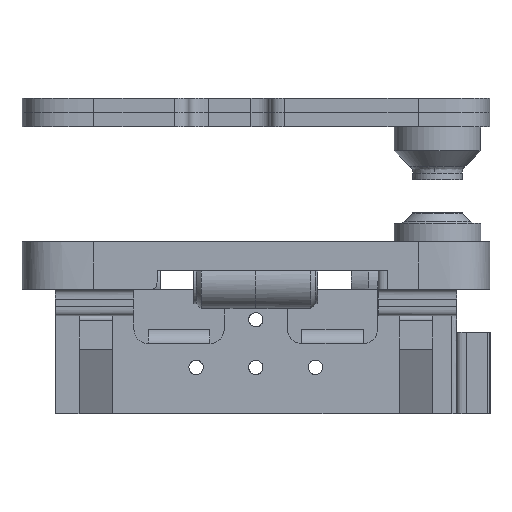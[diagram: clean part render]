
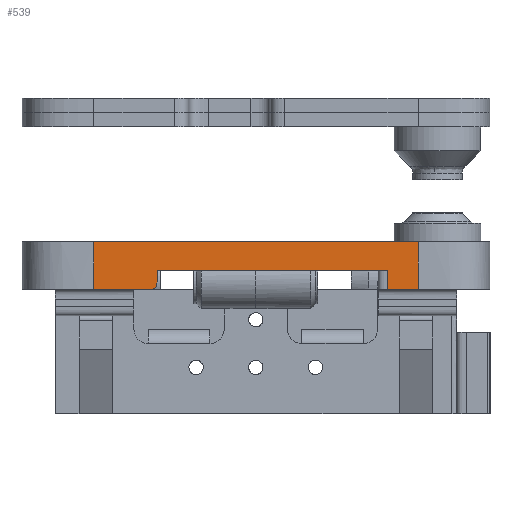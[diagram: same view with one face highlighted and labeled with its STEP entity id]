
A CAD part, left-side view. The second image highlights one B-rep face of the part: STEP entity #539.
In plain terms, the highlighted planar face has unit normal (-1, 0, 0).
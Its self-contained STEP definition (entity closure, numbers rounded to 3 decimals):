
#539=ADVANCED_FACE('',(#1086),#9566,.T.);
#1086=FACE_OUTER_BOUND('',#1679,.T.);
#1679=EDGE_LOOP('',(#3969,#3970,#3971,#3972,#3973,#3974,#3975,#3976,#3977));
#3969=ORIENTED_EDGE('',*,*,#6092,.F.);
#3970=ORIENTED_EDGE('',*,*,#6093,.T.);
#3971=ORIENTED_EDGE('',*,*,#6086,.F.);
#3972=ORIENTED_EDGE('',*,*,#6090,.T.);
#3973=ORIENTED_EDGE('',*,*,#6085,.T.);
#3974=ORIENTED_EDGE('',*,*,#6046,.T.);
#3975=ORIENTED_EDGE('',*,*,#6045,.F.);
#3976=ORIENTED_EDGE('',*,*,#6098,.F.);
#3977=ORIENTED_EDGE('',*,*,#6099,.F.);
#6045=EDGE_CURVE('',#8759,#8760,#7278,.T.);
#6046=EDGE_CURVE('',#8746,#8760,#7930,.T.);
#6085=EDGE_CURVE('',#8832,#8746,#7304,.T.);
#6086=EDGE_CURVE('',#8834,#8837,#7305,.T.);
#6090=EDGE_CURVE('',#8834,#8832,#7309,.T.);
#6092=EDGE_CURVE('',#8836,#8839,#7311,.T.);
#6093=EDGE_CURVE('',#8836,#8837,#7312,.T.);
#6098=EDGE_CURVE('',#8838,#8759,#7316,.T.);
#6099=EDGE_CURVE('',#8839,#8838,#7317,.T.);
#7278=B_SPLINE_CURVE_WITH_KNOTS('',1,(#17224,#17225),.UNSPECIFIED.,.F.,
 .F.,(2,2),(0.,4.),.UNSPECIFIED.);
#7304=B_SPLINE_CURVE_WITH_KNOTS('',1,(#17373,#17374),.UNSPECIFIED.,.F.,
 .F.,(2,2),(-2.,0.),.UNSPECIFIED.);
#7305=B_SPLINE_CURVE_WITH_KNOTS('',1,(#17375,#17376,#17377),
 .UNSPECIFIED.,.F.,.F.,(2,1,2),(-16.663,-14.,-5.359),
 .UNSPECIFIED.);
#7309=B_SPLINE_CURVE_WITH_KNOTS('',5,(#17384,#17385,#17386,#17387,#17388,
#17389),.UNSPECIFIED.,.F.,.F.,(6,6),(-3.766,0.),
 .UNSPECIFIED.);
#7311=B_SPLINE_CURVE_WITH_KNOTS('',1,(#17396,#17397,#17398,#17399,#17400,
#17401,#17402,#17403),.UNSPECIFIED.,.F.,.F.,(2,1,1,1,1,1,1,2),(-95.698,
-83.849,-78.488,-64.275,-40.034,
-38.692,-38.335,-37.908),.UNSPECIFIED.);
#7312=B_SPLINE_CURVE_WITH_KNOTS('',1,(#17404,#17405),.UNSPECIFIED.,.F.,
 .F.,(2,2),(0.,10.),.UNSPECIFIED.);
#7316=B_SPLINE_CURVE_WITH_KNOTS('',1,(#17452,#17453),.UNSPECIFIED.,.F.,
 .F.,(2,2),(15.,21.417),.UNSPECIFIED.);
#7317=B_SPLINE_CURVE_WITH_KNOTS('',1,(#17454,#17455),.UNSPECIFIED.,.F.,
 .F.,(2,2),(0.,10.),.UNSPECIFIED.);
#7930=(
BOUNDED_CURVE()
B_SPLINE_CURVE(1,(#17226,#17227,#17228,#17229,#17230,#17231),
 .UNSPECIFIED.,.F.,.F.)
B_SPLINE_CURVE_WITH_KNOTS((2,1,1,1,1,2),(-296.324,-290.963,
-276.75,-252.509,-251.167,-251.135),
 .UNSPECIFIED.)
CURVE()
GEOMETRIC_REPRESENTATION_ITEM()
RATIONAL_B_SPLINE_CURVE((1.,1.,1.,1.,1.,1.))
REPRESENTATION_ITEM('')
);
#8746=VERTEX_POINT('',#16032);
#8759=VERTEX_POINT('',#16045);
#8760=VERTEX_POINT('',#16046);
#8832=VERTEX_POINT('',#16118);
#8834=VERTEX_POINT('',#16120);
#8836=VERTEX_POINT('',#16122);
#8837=VERTEX_POINT('',#16123);
#8838=VERTEX_POINT('',#16124);
#8839=VERTEX_POINT('',#16125);
#9566=PLANE('',#9999);
#9999=AXIS2_PLACEMENT_3D('',#15631,#10384,$);
#10384=DIRECTION('',(-1.,0.,0.));
#15631=CARTESIAN_POINT('',(-1071.025,205.977,-0.156));
#16032=CARTESIAN_POINT('',(-1071.025,300.13,-9.035));
#16045=CARTESIAN_POINT('',(-1071.025,251.889,-13.035));
#16046=CARTESIAN_POINT('',(-1071.025,251.889,-9.035));
#16118=CARTESIAN_POINT('',(-1071.025,300.13,-11.035));
#16120=CARTESIAN_POINT('',(-1071.025,302.13,-13.035));
#16122=CARTESIAN_POINT('',(-1071.025,313.434,-3.035));
#16123=CARTESIAN_POINT('',(-1071.025,313.434,-13.035));
#16124=CARTESIAN_POINT('',(-1071.025,245.472,-13.035));
#16125=CARTESIAN_POINT('',(-1071.025,245.472,-3.035));
#17224=CARTESIAN_POINT('',(-1071.025,251.889,-13.035));
#17225=CARTESIAN_POINT('',(-1071.025,251.889,-9.035));
#17226=CARTESIAN_POINT('',(-1071.025,300.13,-9.035));
#17227=CARTESIAN_POINT('',(-1071.025,294.472,-9.035));
#17228=CARTESIAN_POINT('',(-1071.025,279.472,-9.035));
#17229=CARTESIAN_POINT('',(-1071.025,253.889,-9.035));
#17230=CARTESIAN_POINT('',(-1071.025,252.472,-9.035));
#17231=CARTESIAN_POINT('',(-1071.025,251.889,-9.035));
#17373=CARTESIAN_POINT('',(-1071.025,300.13,-11.035));
#17374=CARTESIAN_POINT('',(-1071.025,300.13,-9.035));
#17375=CARTESIAN_POINT('',(-1071.025,302.13,-13.035));
#17376=CARTESIAN_POINT('',(-1071.025,304.793,-13.035));
#17377=CARTESIAN_POINT('',(-1071.025,313.434,-13.035));
#17384=CARTESIAN_POINT('',(-1071.025,302.13,-13.035));
#17385=CARTESIAN_POINT('',(-1071.025,301.33,-13.035));
#17386=CARTESIAN_POINT('',(-1071.025,300.53,-13.035));
#17387=CARTESIAN_POINT('',(-1071.025,300.13,-12.635));
#17388=CARTESIAN_POINT('',(-1071.025,300.13,-11.835));
#17389=CARTESIAN_POINT('',(-1071.025,300.13,-11.035));
#17396=CARTESIAN_POINT('',(-1071.025,313.434,-3.035));
#17397=CARTESIAN_POINT('',(-1071.025,300.13,-3.035));
#17398=CARTESIAN_POINT('',(-1071.025,294.472,-3.035));
#17399=CARTESIAN_POINT('',(-1071.025,279.472,-3.035));
#17400=CARTESIAN_POINT('',(-1071.025,253.889,-3.035));
#17401=CARTESIAN_POINT('',(-1071.025,252.472,-3.035));
#17402=CARTESIAN_POINT('',(-1071.025,245.944,-3.035));
#17403=CARTESIAN_POINT('',(-1071.025,245.472,-3.035));
#17404=CARTESIAN_POINT('',(-1071.025,313.434,-3.035));
#17405=CARTESIAN_POINT('',(-1071.025,313.434,-13.035));
#17452=CARTESIAN_POINT('',(-1071.025,245.472,-13.035));
#17453=CARTESIAN_POINT('',(-1071.025,251.889,-13.035));
#17454=CARTESIAN_POINT('',(-1071.025,245.472,-3.035));
#17455=CARTESIAN_POINT('',(-1071.025,245.472,-13.035));
